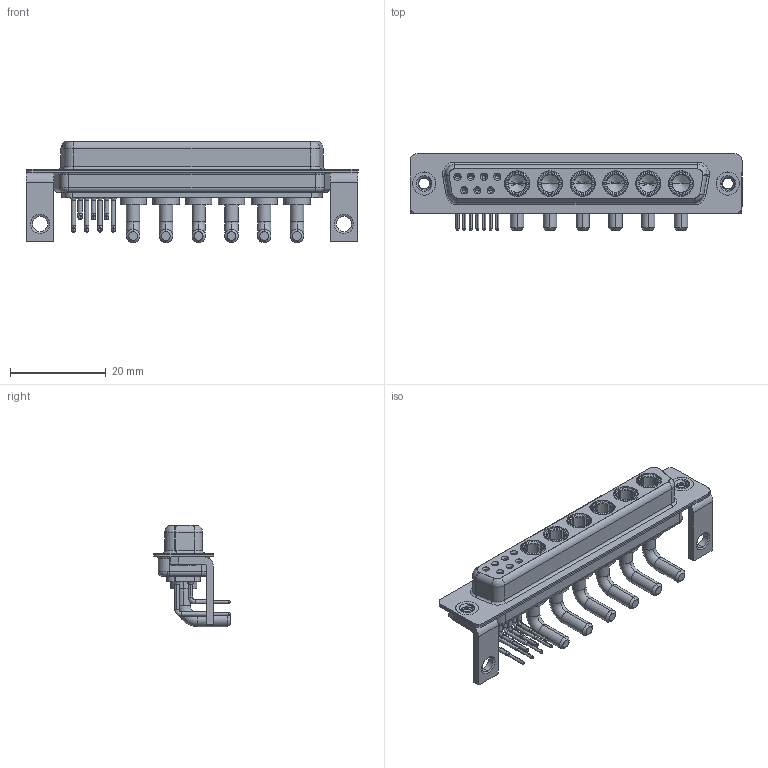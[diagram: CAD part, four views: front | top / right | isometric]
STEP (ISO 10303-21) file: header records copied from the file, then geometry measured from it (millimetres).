
FILE_DESCRIPTION (( 'STEP AP203' ), '1' );
FILE_NAME ('630-13W6240-2T4.STEP', '2022-06-03T11:01:57', ( '' ), ( '' ), 'SwSTEP 2.0', 'SolidWorks 2020', '' );
FILE_SCHEMA (( 'CONFIG_CONTROL_DESIGN' ));
Length unit declared in the file: millimetre
Products named in the file (9): 630Combo Threaded Rivet_3; 630Combo Housing_13W6; 630Combo Contact Row 1; 630Combo Shell Front_37 Contacts; 630Combo Contact Row 2; 630Combo Shell Rear_37 Contacts; 630-13W6240-2T4; Power Socket_20A RA; 630Combo Stabilizer Bracket
Assembly tree (20 placements, depth 2):
  630-13W6240-2T4
    630Combo Housing_13W6
    630Combo Shell Front_37 Contacts
    630Combo Shell Rear_37 Contacts
    630Combo Threaded Rivet_3  x2
    630Combo Stabilizer Bracket  x2
    Power Socket_20A RA  x6
    630Combo Contact Row 1  x4
    630Combo Contact Row 2  x3
Bounding box: 69.4 x 16 x 21.2 mm (x, y, z)
Volume: 5942.8 mm3; surface area: 12812.3 mm2
Topology: 26 solids, 26 shells, 1158 faces, 2972 edges, 1890 vertices
Faces by surface type: cylinder 466, plane 366, cone 193, torus 93, bspline 40
Entity records: 19147 total; most frequent: CARTESIAN_POINT 4708, DIRECTION 2965, ORIENTED_EDGE 2642, EDGE_CURVE 1321, AXIS2_PLACEMENT_3D 1216, VERTEX_POINT 843, CIRCLE 665, EDGE_LOOP 628
